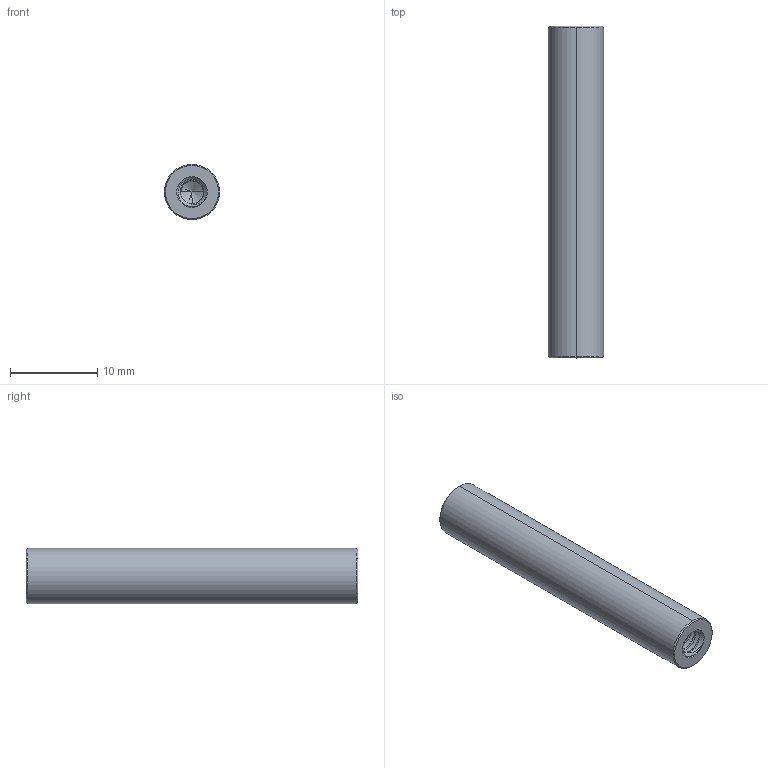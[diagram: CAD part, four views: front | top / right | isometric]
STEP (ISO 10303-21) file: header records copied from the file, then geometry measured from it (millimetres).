
FILE_DESCRIPTION (( 'STEP AP203' ), '1' );
FILE_NAME ('633140.STEP', '2017-06-28T19:51:54', ( '' ), ( '' ), 'SwSTEP 2.0', 'SolidWorks 2016', '' );
FILE_SCHEMA (( 'CONFIG_CONTROL_DESIGN' ));
Length unit declared in the file: inch
Products named in the file (1): 633140
Bounding box: 6.34 x 38.1 x 6.34 mm (x, y, z)
Volume: 1075.8 mm3; surface area: 1066 mm2
Topology: 1 solids, 1 shells, 112 faces, 319 edges, 205 vertices
Faces by surface type: cylinder 87, cone 19, bspline 4, plane 2
Entity records: 6946 total; most frequent: CARTESIAN_POINT 4458, ORIENTED_EDGE 626, DIRECTION 379, EDGE_CURVE 313, VERTEX_POINT 205, AXIS2_PLACEMENT_3D 139, EDGE_LOOP 114, FACE_OUTER_BOUND 112
